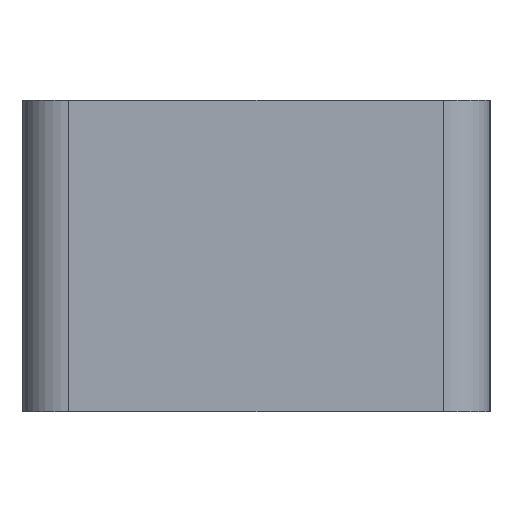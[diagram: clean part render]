
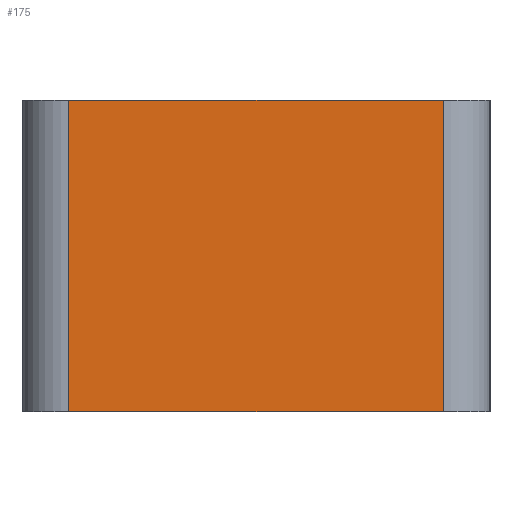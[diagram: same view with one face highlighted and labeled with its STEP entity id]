
A CAD part, left-side view. The second image highlights one B-rep face of the part: STEP entity #175.
In plain terms, the highlighted planar face has unit normal (-1, 0, 0).
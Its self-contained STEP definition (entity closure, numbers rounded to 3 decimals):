
#16=PLANE('',#204);
#23=FACE_OUTER_BOUND('',#33,.T.);
#33=EDGE_LOOP('',(#133,#134,#135,#136));
#42=LINE('',#278,#58);
#43=LINE('',#281,#59);
#47=LINE('',#295,#63);
#48=LINE('',#296,#64);
#58=VECTOR('',#224,10.);
#59=VECTOR('',#227,10.);
#63=VECTOR('',#239,10.);
#64=VECTOR('',#240,10.);
#81=VERTEX_POINT('',#271);
#84=VERTEX_POINT('',#276);
#85=VERTEX_POINT('',#280);
#91=VERTEX_POINT('',#294);
#100=EDGE_CURVE('',#84,#81,#42,.T.);
#101=EDGE_CURVE('',#81,#85,#43,.T.);
#108=EDGE_CURVE('',#84,#91,#47,.T.);
#109=EDGE_CURVE('',#85,#91,#48,.T.);
#133=ORIENTED_EDGE('',*,*,#100,.F.);
#134=ORIENTED_EDGE('',*,*,#108,.T.);
#135=ORIENTED_EDGE('',*,*,#109,.F.);
#136=ORIENTED_EDGE('',*,*,#101,.F.);
#175=ADVANCED_FACE('',(#23),#16,.T.);
#204=AXIS2_PLACEMENT_3D('',#293,#237,#238);
#224=DIRECTION('',(0.,0.,1.));
#227=DIRECTION('',(0.,-1.,0.));
#237=DIRECTION('center_axis',(-1.,0.,0.));
#238=DIRECTION('ref_axis',(0.,-1.,0.));
#239=DIRECTION('',(0.,-1.,0.));
#240=DIRECTION('',(0.,0.,-1.));
#271=CARTESIAN_POINT('',(-7.5,1.2,2.));
#276=CARTESIAN_POINT('',(-7.5,1.2,0.));
#278=CARTESIAN_POINT('',(-7.5,1.2,0.));
#280=CARTESIAN_POINT('',(-7.5,-1.2,2.));
#281=CARTESIAN_POINT('',(-7.5,1.5,2.));
#293=CARTESIAN_POINT('Origin',(-7.5,1.5,0.));
#294=CARTESIAN_POINT('',(-7.5,-1.2,0.));
#295=CARTESIAN_POINT('',(-7.5,1.5,0.));
#296=CARTESIAN_POINT('',(-7.5,-1.2,0.));
